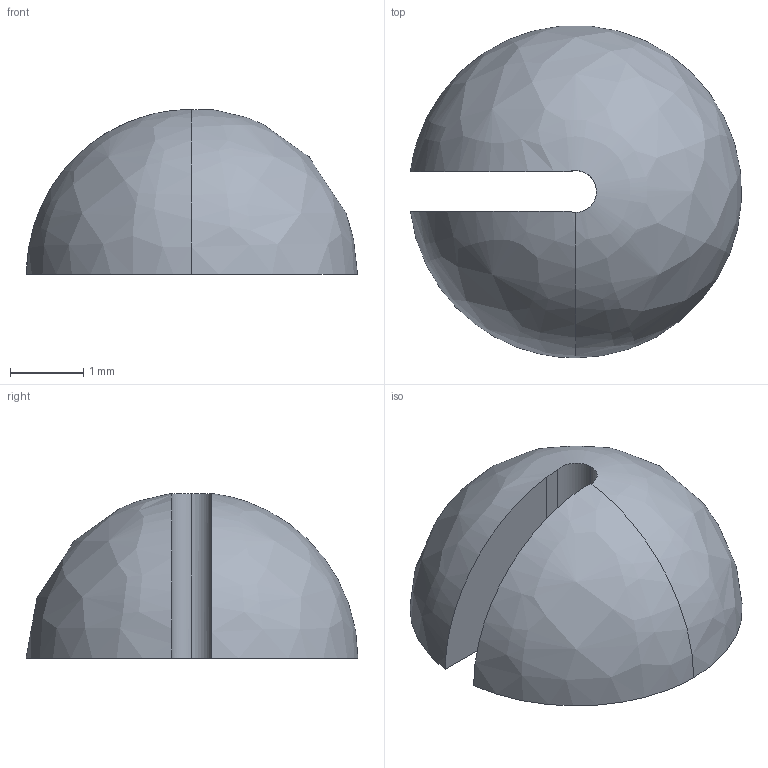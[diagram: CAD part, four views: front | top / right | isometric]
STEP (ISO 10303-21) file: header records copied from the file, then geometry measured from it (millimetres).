
FILE_DESCRIPTION(/* description */ (''),/* implementation_level */ '2;1');
FILE_NAME(/* name */ 'LAMPE-~2',/* time_stamp */ '2020-09-29T17:33:43+02:00',/* author */ (''),/* organization */ (''),/* preprocessor_version */ 'ST-DEVELOPER v16.5',/* originating_system */ '',/* authorisation */ '');
FILE_SCHEMA (('AUTOMOTIVE_DESIGN'));
Length unit declared in the file: millimetre
Products named in the file (1): Document
Bounding box: 4.53 x 4.55 x 2.26 mm (x, y, z)
Surface area: 40.6 mm2 (no closed solid volume)
Topology: 0 solids, 1 shells, 8 faces, 21 edges, 14 vertices
Faces by surface type: plane 4, bspline 4
Entity records: 420 total; most frequent: CARTESIAN_POINT 267, ORIENTED_EDGE 34, EDGE_CURVE 21, B_SPLINE_CURVE_WITH_KNOTS 14, VERTEX_POINT 14, ADVANCED_FACE 8, FACE_OUTER_BOUND 8, EDGE_LOOP 8
